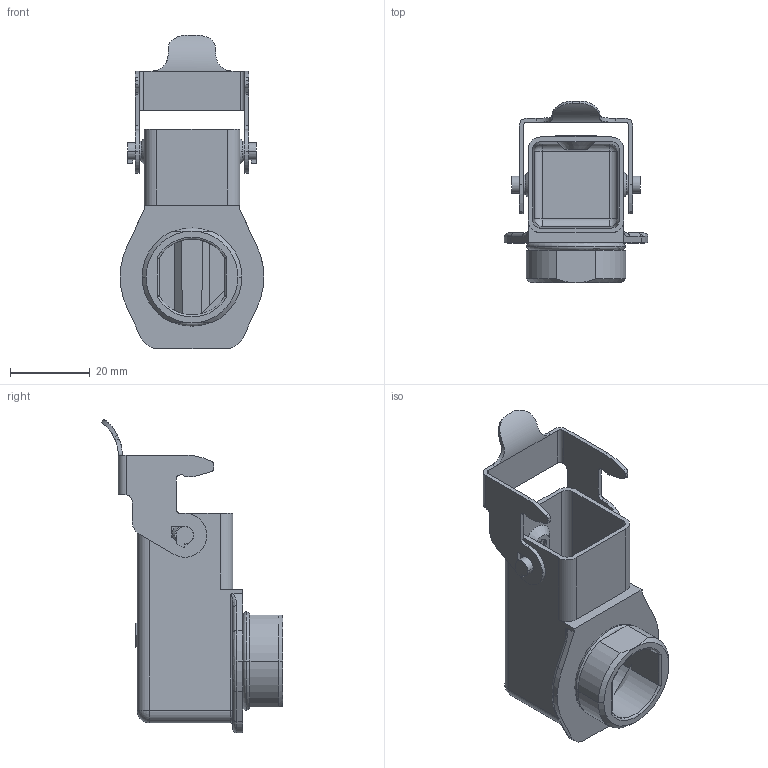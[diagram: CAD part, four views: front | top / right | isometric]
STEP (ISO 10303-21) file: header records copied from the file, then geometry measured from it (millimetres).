
FILE_DESCRIPTION(('CoCreate Modeling STEP Export'),'2;1');
FILE_NAME('MKA IAF25.stp','2010-01-12T16:02:43',(''),(''),'CoCreate Modeling STEP processor for AP214 (Solid Model)','CoCreate Modeling 16.00A 16-Aug-2008 (C) Parametric Technology GmbH','');
FILE_SCHEMA(('AUTOMOTIVE_DESIGN { 1 0 10303 214 1 1 1 1 }'));
Length unit declared in the file: millimetre
Products named in the file (3): LEVA; CUSTODIA; MKA_IAF25
Assembly tree (2 placements, depth 2):
  MKA_IAF25
    CUSTODIA
    LEVA
Bounding box: 36 x 45.45 x 78.6 mm (x, y, z)
Volume: 12494.5 mm3; surface area: 14870.5 mm2
Topology: 2 solids, 3 shells, 256 faces, 655 edges, 410 vertices
Faces by surface type: cylinder 116, plane 109, cone 11, torus 11, sphere 6, bspline 3
Entity records: 12127 total; most frequent: CARTESIAN_POINT 4093, ORIENTED_EDGE 1306, DIRECTION 1187, EDGE_CURVE 649, VERTEX_POINT 410, AXIS2_PLACEMENT_3D 406, VECTOR 375, LINE 375
